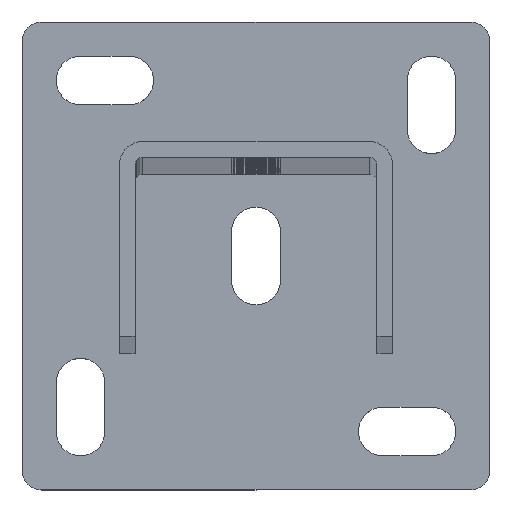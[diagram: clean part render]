
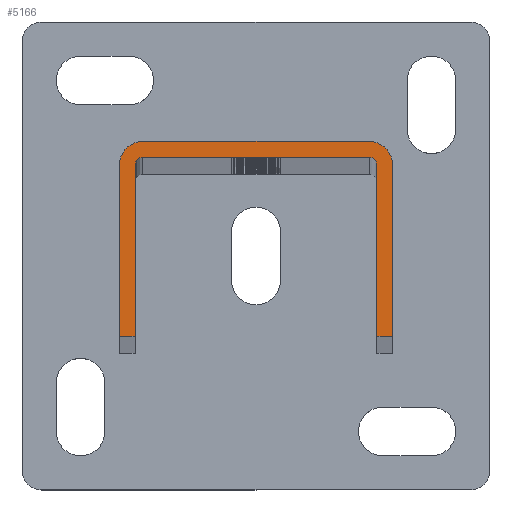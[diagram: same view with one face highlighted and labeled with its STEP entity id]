
A CAD part, top view. The second image highlights one B-rep face of the part: STEP entity #5166.
In plain terms, the highlighted planar face has unit normal (0, 0, 1).
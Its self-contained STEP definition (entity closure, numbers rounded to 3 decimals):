
#118 = LINE ( 'NONE', #2491, #2481 ) ;
#404 = DIRECTION ( 'NONE',  ( 1., 0., 0. ) ) ;
#837 = DIRECTION ( 'NONE',  ( 0., -1., 0. ) ) ;
#1335 = EDGE_CURVE ( 'NONE', #13374, #2149, #17312, .T. ) ;
#1466 = CIRCLE ( 'NONE', #27004, 2. ) ;
#1467 = LINE ( 'NONE', #16895, #21293 ) ;
#1519 = CIRCLE ( 'NONE', #3325, 6. ) ;
#1899 = CARTESIAN_POINT ( 'NONE',  ( 31., 19., 2508. ) ) ;
#2091 = EDGE_LOOP ( 'NONE', ( #18386, #25448, #3839, #8768, #19773, #14428, #23810, #5448, #22959, #9422, #5359, #17313 ) ) ;
#2149 = VERTEX_POINT ( 'NONE', #4132 ) ;
#2171 = DIRECTION ( 'NONE',  ( 0., 0., -1. ) ) ;
#2414 = CARTESIAN_POINT ( 'NONE',  ( -31., 19., 2508. ) ) ;
#2481 = VECTOR ( 'NONE', #404, 1000. ) ;
#2491 = CARTESIAN_POINT ( 'NONE',  ( -29., 21., 2508. ) ) ;
#2565 = AXIS2_PLACEMENT_3D ( 'NONE', #10597, #19188, #8222 ) ;
#2691 = CARTESIAN_POINT ( 'NONE',  ( 29., 21., 2508. ) ) ;
#3036 = VECTOR ( 'NONE', #14356, 1000. ) ;
#3217 = EDGE_CURVE ( 'NONE', #22940, #27733, #118, .T. ) ;
#3325 = AXIS2_PLACEMENT_3D ( 'NONE', #6345, #2171, #19002 ) ;
#3839 = ORIENTED_EDGE ( 'NONE', *, *, #7888, .F. ) ;
#4132 = CARTESIAN_POINT ( 'NONE',  ( 31., -25., 2508. ) ) ;
#4735 = VECTOR ( 'NONE', #23233, 1000. ) ;
#4816 = EDGE_CURVE ( 'NONE', #6693, #10252, #8033, .T. ) ;
#5166 = ADVANCED_FACE ( 'NONE', ( #21780 ), #22197, .F. ) ;
#5359 = ORIENTED_EDGE ( 'NONE', *, *, #3217, .T. ) ;
#5448 = ORIENTED_EDGE ( 'NONE', *, *, #25688, .F. ) ;
#5903 = CARTESIAN_POINT ( 'NONE',  ( -29., 25., 2508. ) ) ;
#6315 = CARTESIAN_POINT ( 'NONE',  ( -29., 19., 2508. ) ) ;
#6345 = CARTESIAN_POINT ( 'NONE',  ( 29., 19., 2508. ) ) ;
#6415 = CARTESIAN_POINT ( 'NONE',  ( 35., -25., 2508. ) ) ;
#6693 = VERTEX_POINT ( 'NONE', #13098 ) ;
#6745 = DIRECTION ( 'NONE',  ( 0., 0., -1. ) ) ;
#7378 = CARTESIAN_POINT ( 'NONE',  ( -35., 19., 2508. ) ) ;
#7888 = EDGE_CURVE ( 'NONE', #26103, #13374, #19334, .T. ) ;
#8033 = LINE ( 'NONE', #26871, #3036 ) ;
#8222 = DIRECTION ( 'NONE',  ( -1., 0., 0. ) ) ;
#8279 = CARTESIAN_POINT ( 'NONE',  ( 29., 19., 2508. ) ) ;
#8502 = VERTEX_POINT ( 'NONE', #13935 ) ;
#8768 = ORIENTED_EDGE ( 'NONE', *, *, #24775, .F. ) ;
#8793 = DIRECTION ( 'NONE',  ( 0., -1., 0. ) ) ;
#9422 = ORIENTED_EDGE ( 'NONE', *, *, #23536, .T. ) ;
#9842 = DIRECTION ( 'NONE',  ( 0., 0., -1. ) ) ;
#10252 = VERTEX_POINT ( 'NONE', #2414 ) ;
#10597 = CARTESIAN_POINT ( 'NONE',  ( -29., 19., 2508. ) ) ;
#10865 = EDGE_CURVE ( 'NONE', #11901, #27535, #18916, .T. ) ;
#10985 = CIRCLE ( 'NONE', #21310, 2. ) ;
#11202 = CARTESIAN_POINT ( 'NONE',  ( 31., 19., 2508. ) ) ;
#11901 = VERTEX_POINT ( 'NONE', #5903 ) ;
#12645 = DIRECTION ( 'NONE',  ( 1., 0., 0. ) ) ;
#13098 = CARTESIAN_POINT ( 'NONE',  ( -31., -25., 2508. ) ) ;
#13374 = VERTEX_POINT ( 'NONE', #6415 ) ;
#13438 = EDGE_CURVE ( 'NONE', #15214, #2149, #17532, .T. ) ;
#13723 = VECTOR ( 'NONE', #23767, 1000. ) ;
#13935 = CARTESIAN_POINT ( 'NONE',  ( -35., -25., 2508. ) ) ;
#14356 = DIRECTION ( 'NONE',  ( 0., 1., 0. ) ) ;
#14428 = ORIENTED_EDGE ( 'NONE', *, *, #19127, .F. ) ;
#14800 = LINE ( 'NONE', #17062, #4735 ) ;
#15027 = CARTESIAN_POINT ( 'NONE',  ( 29., 25., 2508. ) ) ;
#15038 = DIRECTION ( 'NONE',  ( 0., 0., -1. ) ) ;
#15198 = CARTESIAN_POINT ( 'NONE',  ( 35., -25., 2508. ) ) ;
#15214 = VERTEX_POINT ( 'NONE', #1899 ) ;
#15888 = CARTESIAN_POINT ( 'NONE',  ( 29., 19., 2508. ) ) ;
#16895 = CARTESIAN_POINT ( 'NONE',  ( -31., -25., 2508. ) ) ;
#17062 = CARTESIAN_POINT ( 'NONE',  ( -35., -25., 2508. ) ) ;
#17312 = LINE ( 'NONE', #15198, #13723 ) ;
#17313 = ORIENTED_EDGE ( 'NONE', *, *, #27340, .T. ) ;
#17532 = LINE ( 'NONE', #11202, #23707 ) ;
#17577 = VECTOR ( 'NONE', #8793, 1000. ) ;
#17710 = DIRECTION ( 'NONE',  ( -1., 0., 0. ) ) ;
#18039 = EDGE_CURVE ( 'NONE', #8502, #24312, #14800, .T. ) ;
#18386 = ORIENTED_EDGE ( 'NONE', *, *, #13438, .T. ) ;
#18639 = CARTESIAN_POINT ( 'NONE',  ( -29., 25., 2508. ) ) ;
#18916 = LINE ( 'NONE', #18639, #21672 ) ;
#18964 = DIRECTION ( 'NONE',  ( 1., 0., 0. ) ) ;
#19002 = DIRECTION ( 'NONE',  ( -1., 0., 0. ) ) ;
#19127 = EDGE_CURVE ( 'NONE', #24312, #11901, #22291, .T. ) ;
#19188 = DIRECTION ( 'NONE',  ( 0., 0., -1. ) ) ;
#19334 = LINE ( 'NONE', #27768, #17577 ) ;
#19773 = ORIENTED_EDGE ( 'NONE', *, *, #10865, .F. ) ;
#21293 = VECTOR ( 'NONE', #27417, 1000. ) ;
#21310 = AXIS2_PLACEMENT_3D ( 'NONE', #8279, #9842, #18964 ) ;
#21672 = VECTOR ( 'NONE', #27355, 1000. ) ;
#21780 = FACE_OUTER_BOUND ( 'NONE', #2091, .T. ) ;
#22197 = PLANE ( 'NONE',  #23194 ) ;
#22291 = CIRCLE ( 'NONE', #2565, 6. ) ;
#22940 = VERTEX_POINT ( 'NONE', #26634 ) ;
#22959 = ORIENTED_EDGE ( 'NONE', *, *, #4816, .T. ) ;
#23194 = AXIS2_PLACEMENT_3D ( 'NONE', #15888, #6745, #17710 ) ;
#23233 = DIRECTION ( 'NONE',  ( 0., 1., 0. ) ) ;
#23536 = EDGE_CURVE ( 'NONE', #10252, #22940, #1466, .T. ) ;
#23707 = VECTOR ( 'NONE', #837, 1000. ) ;
#23767 = DIRECTION ( 'NONE',  ( -1., 0., 0. ) ) ;
#23810 = ORIENTED_EDGE ( 'NONE', *, *, #18039, .F. ) ;
#24312 = VERTEX_POINT ( 'NONE', #7378 ) ;
#24775 = EDGE_CURVE ( 'NONE', #27535, #26103, #1519, .T. ) ;
#25281 = CARTESIAN_POINT ( 'NONE',  ( 35., 19., 2508. ) ) ;
#25448 = ORIENTED_EDGE ( 'NONE', *, *, #1335, .F. ) ;
#25688 = EDGE_CURVE ( 'NONE', #6693, #8502, #1467, .T. ) ;
#26103 = VERTEX_POINT ( 'NONE', #25281 ) ;
#26634 = CARTESIAN_POINT ( 'NONE',  ( -29., 21., 2508. ) ) ;
#26871 = CARTESIAN_POINT ( 'NONE',  ( -31., -25., 2508. ) ) ;
#27004 = AXIS2_PLACEMENT_3D ( 'NONE', #6315, #15038, #12645 ) ;
#27340 = EDGE_CURVE ( 'NONE', #27733, #15214, #10985, .T. ) ;
#27355 = DIRECTION ( 'NONE',  ( 1., 0., 0. ) ) ;
#27417 = DIRECTION ( 'NONE',  ( -1., 0., 0. ) ) ;
#27535 = VERTEX_POINT ( 'NONE', #15027 ) ;
#27733 = VERTEX_POINT ( 'NONE', #2691 ) ;
#27768 = CARTESIAN_POINT ( 'NONE',  ( 35., 19., 2508. ) ) ;
